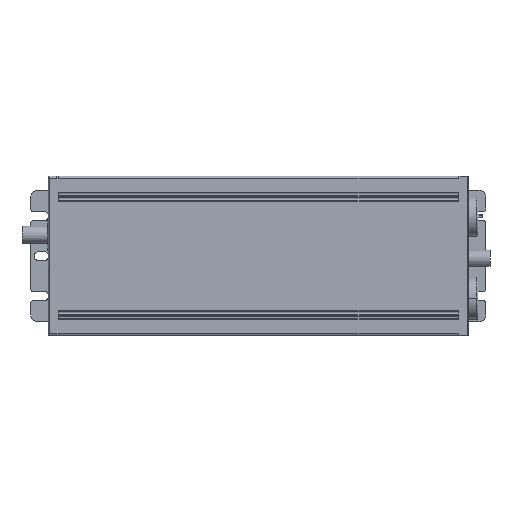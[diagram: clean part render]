
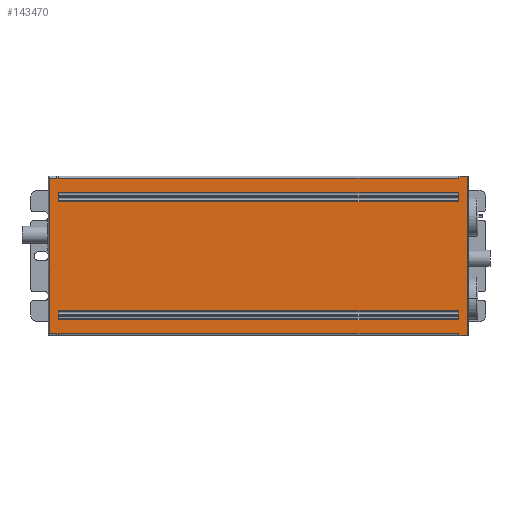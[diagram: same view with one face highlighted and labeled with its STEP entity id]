
A CAD part, top view. The second image highlights one B-rep face of the part: STEP entity #143470.
In plain terms, the highlighted face is planar.
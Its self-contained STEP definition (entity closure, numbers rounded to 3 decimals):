
#86270=CARTESIAN_POINT('',(-34.,19.95,-88.9));
#86280=VERTEX_POINT('',#86270);
#86310=CARTESIAN_POINT('',(-34.,19.95,-85.8));
#86320=DIRECTION('',(0.,0.,-1.));
#86330=VECTOR('',#86320,1.);
#86340=LINE('',#86310,#86330);
#86350=CARTESIAN_POINT('',(-34.,19.95,-85.8));
#86360=VERTEX_POINT('',#86350);
#86370=EDGE_CURVE('',#86360,#86280,#86340,.T.);
#88760=CARTESIAN_POINT('',(-33.7,19.95,85.));
#88770=DIRECTION('',(1.,0.,0.));
#88780=VECTOR('',#88770,1.);
#88790=LINE('',#88760,#88780);
#88800=CARTESIAN_POINT('',(-27.167,19.95,85.));
#88810=VERTEX_POINT('',#88800);
#88820=CARTESIAN_POINT('',(-25.333,19.95,85.));
#88830=VERTEX_POINT('',#88820);
#88840=EDGE_CURVE('',#88810,#88830,#88790,.T.);
#89720=CARTESIAN_POINT('',(33.7,19.95,85.8));
#89730=VERTEX_POINT('',#89720);
#89760=CARTESIAN_POINT('',(33.7,19.95,85.8));
#89770=DIRECTION('',(0.,0.,-1.));
#89780=VECTOR('',#89770,1.);
#89790=LINE('',#89760,#89780);
#89800=CARTESIAN_POINT('',(33.7,19.95,85.));
#89810=VERTEX_POINT('',#89800);
#89820=EDGE_CURVE('',#89730,#89810,#89790,.T.);
#90120=CARTESIAN_POINT('',(33.,19.95,85.8));
#90130=VERTEX_POINT('',#90120);
#90160=CARTESIAN_POINT('',(-33.7,19.95,85.8));
#90170=DIRECTION('',(1.,0.,0.));
#90180=VECTOR('',#90170,1.);
#90190=LINE('',#90160,#90180);
#90200=EDGE_CURVE('',#90130,#89730,#90190,.T.);
#90310=CARTESIAN_POINT('',(-33.,19.95,85.8));
#90320=DIRECTION('',(0.,0.,1.));
#90330=VECTOR('',#90320,1.);
#90340=LINE('',#90310,#90330);
#90350=CARTESIAN_POINT('',(-33.,19.95,85.8));
#90360=VERTEX_POINT('',#90350);
#90370=CARTESIAN_POINT('',(-33.,19.95,88.9));
#90380=VERTEX_POINT('',#90370);
#90390=EDGE_CURVE('',#90360,#90380,#90340,.T.);
#90780=CARTESIAN_POINT('',(-33.7,19.95,85.8));
#90790=VERTEX_POINT('',#90780);
#90820=EDGE_CURVE('',#90790,#90360,#90190,.T.);
#126400=CARTESIAN_POINT('',(34.,19.95,-85.8));
#126410=VERTEX_POINT('',#126400);
#126440=CARTESIAN_POINT('',(34.,19.95,-85.8));
#126450=DIRECTION('',(0.,0.,-1.));
#126460=VECTOR('',#126450,1.);
#126470=LINE('',#126440,#126460);
#126480=CARTESIAN_POINT('',(34.,19.95,-88.9));
#126490=VERTEX_POINT('',#126480);
#126500=EDGE_CURVE('',#126410,#126490,#126470,.T.);
#136820=CARTESIAN_POINT('',(33.,19.95,85.));
#136830=VERTEX_POINT('',#136820);
#136860=CARTESIAN_POINT('',(33.,19.95,85.));
#136870=DIRECTION('',(0.,0.,-1.));
#136880=VECTOR('',#136870,1.);
#136890=LINE('',#136860,#136880);
#136900=CARTESIAN_POINT('',(33.,19.95,-85.));
#136910=VERTEX_POINT('',#136900);
#136920=EDGE_CURVE('',#136830,#136910,#136890,.T.);
#137460=CARTESIAN_POINT('',(27.167,19.95,-85.));
#137470=VERTEX_POINT('',#137460);
#137500=CARTESIAN_POINT('',(27.167,19.95,-85.));
#137510=DIRECTION('',(0.,0.,1.));
#137520=VECTOR('',#137510,1.);
#137530=LINE('',#137500,#137520);
#137540=CARTESIAN_POINT('',(27.167,19.95,85.));
#137550=VERTEX_POINT('',#137540);
#137560=EDGE_CURVE('',#137470,#137550,#137530,.T.);
#138120=CARTESIAN_POINT('',(25.333,19.95,85.));
#138130=VERTEX_POINT('',#138120);
#138160=CARTESIAN_POINT('',(25.333,19.95,85.));
#138170=DIRECTION('',(0.,0.,-1.));
#138180=VECTOR('',#138170,1.);
#138190=LINE('',#138160,#138180);
#138200=CARTESIAN_POINT('',(25.333,19.95,-85.));
#138210=VERTEX_POINT('',#138200);
#138220=EDGE_CURVE('',#138130,#138210,#138190,.T.);
#138890=CARTESIAN_POINT('',(25.167,19.95,-85.));
#138900=VERTEX_POINT('',#138890);
#138930=CARTESIAN_POINT('',(25.167,19.95,-85.));
#138940=DIRECTION('',(0.,0.,1.));
#138950=VECTOR('',#138940,1.);
#138960=LINE('',#138930,#138950);
#138970=CARTESIAN_POINT('',(25.167,19.95,85.));
#138980=VERTEX_POINT('',#138970);
#138990=EDGE_CURVE('',#138900,#138980,#138960,.T.);
#139550=CARTESIAN_POINT('',(23.333,19.95,85.));
#139560=VERTEX_POINT('',#139550);
#139590=CARTESIAN_POINT('',(23.333,19.95,85.));
#139600=DIRECTION('',(0.,0.,-1.));
#139610=VECTOR('',#139600,1.);
#139620=LINE('',#139590,#139610);
#139630=CARTESIAN_POINT('',(23.333,19.95,-85.));
#139640=VERTEX_POINT('',#139630);
#139650=EDGE_CURVE('',#139560,#139640,#139620,.T.);
#140170=CARTESIAN_POINT('',(-23.333,19.95,-85.));
#140180=DIRECTION('',(0.,0.,1.));
#140190=VECTOR('',#140180,1.);
#140200=LINE('',#140170,#140190);
#140210=CARTESIAN_POINT('',(-23.333,19.95,-85.));
#140220=VERTEX_POINT('',#140210);
#140230=CARTESIAN_POINT('',(-23.333,19.95,85.));
#140240=VERTEX_POINT('',#140230);
#140250=EDGE_CURVE('',#140220,#140240,#140200,.T.);
#140920=CARTESIAN_POINT('',(-25.167,19.95,85.));
#140930=DIRECTION('',(0.,0.,-1.));
#140940=VECTOR('',#140930,1.);
#140950=LINE('',#140920,#140940);
#140960=CARTESIAN_POINT('',(-25.167,19.95,85.));
#140970=VERTEX_POINT('',#140960);
#140980=CARTESIAN_POINT('',(-25.167,19.95,-85.));
#140990=VERTEX_POINT('',#140980);
#141000=EDGE_CURVE('',#140970,#140990,#140950,.T.);
#141470=CARTESIAN_POINT('',(-25.333,19.95,-85.));
#141480=DIRECTION('',(0.,0.,1.));
#141490=VECTOR('',#141480,1.);
#141500=LINE('',#141470,#141490);
#141510=CARTESIAN_POINT('',(-25.333,19.95,-85.));
#141520=VERTEX_POINT('',#141510);
#141530=EDGE_CURVE('',#141520,#88830,#141500,.T.);
#142040=CARTESIAN_POINT('',(-27.167,19.95,85.));
#142050=DIRECTION('',(0.,0.,-1.));
#142060=VECTOR('',#142050,1.);
#142070=LINE('',#142040,#142060);
#142080=CARTESIAN_POINT('',(-27.167,19.95,-85.));
#142090=VERTEX_POINT('',#142080);
#142100=EDGE_CURVE('',#88810,#142090,#142070,.T.);
#142240=CARTESIAN_POINT('',(34.25,19.95,-85.));
#142250=DIRECTION('',(0.,1.,-0.));
#142260=DIRECTION('',(-1.,0.,0.));
#142270=AXIS2_PLACEMENT_3D('',#142240,#142250,#142260);
#142280=PLANE('',#142270);
#142290=ORIENTED_EDGE('',*,*,#141530,.T.);
#142300=CARTESIAN_POINT('',(-33.7,19.95,-85.));
#142310=DIRECTION('',(1.,0.,0.));
#142320=VECTOR('',#142310,1.);
#142330=LINE('',#142300,#142320);
#142340=EDGE_CURVE('',#142090,#141520,#142330,.T.);
#142350=ORIENTED_EDGE('',*,*,#142340,.T.);
#142360=ORIENTED_EDGE('',*,*,#142100,.T.);
#142370=ORIENTED_EDGE('',*,*,#88840,.F.);
#142380=EDGE_LOOP('',(#142370,#142360,#142350,#142290));
#142390=FACE_BOUND('',#142380,.T.);
#142400=ORIENTED_EDGE('',*,*,#140250,.T.);
#142410=EDGE_CURVE('',#140990,#140220,#142330,.T.);
#142420=ORIENTED_EDGE('',*,*,#142410,.T.);
#142430=ORIENTED_EDGE('',*,*,#141000,.T.);
#142440=EDGE_CURVE('',#140970,#140240,#88790,.T.);
#142450=ORIENTED_EDGE('',*,*,#142440,.F.);
#142460=EDGE_LOOP('',(#142450,#142430,#142420,#142400));
#142470=FACE_BOUND('',#142460,.T.);
#142480=ORIENTED_EDGE('',*,*,#138990,.T.);
#142490=EDGE_CURVE('',#139640,#138900,#142330,.T.);
#142500=ORIENTED_EDGE('',*,*,#142490,.T.);
#142510=ORIENTED_EDGE('',*,*,#139650,.T.);
#142520=EDGE_CURVE('',#139560,#138980,#88790,.T.);
#142530=ORIENTED_EDGE('',*,*,#142520,.F.);
#142540=EDGE_LOOP('',(#142530,#142510,#142500,#142480));
#142550=FACE_BOUND('',#142540,.T.);
#142560=ORIENTED_EDGE('',*,*,#137560,.T.);
#142570=EDGE_CURVE('',#138210,#137470,#142330,.T.);
#142580=ORIENTED_EDGE('',*,*,#142570,.T.);
#142590=ORIENTED_EDGE('',*,*,#138220,.T.);
#142600=EDGE_CURVE('',#138130,#137550,#88790,.T.);
#142610=ORIENTED_EDGE('',*,*,#142600,.F.);
#142620=EDGE_LOOP('',(#142610,#142590,#142580,#142560));
#142630=FACE_BOUND('',#142620,.T.);
#142640=CARTESIAN_POINT('',(-33.,19.95,-85.));
#142650=DIRECTION('',(0.,0.,1.));
#142660=VECTOR('',#142650,1.);
#142670=LINE('',#142640,#142660);
#142680=CARTESIAN_POINT('',(-33.,19.95,-85.));
#142690=VERTEX_POINT('',#142680);
#142700=CARTESIAN_POINT('',(-33.,19.95,85.));
#142710=VERTEX_POINT('',#142700);
#142720=EDGE_CURVE('',#142690,#142710,#142670,.T.);
#142730=ORIENTED_EDGE('',*,*,#142720,.T.);
#142740=CARTESIAN_POINT('',(-33.7,19.95,-85.));
#142750=VERTEX_POINT('',#142740);
#142760=EDGE_CURVE('',#142750,#142690,#142330,.T.);
#142770=ORIENTED_EDGE('',*,*,#142760,.T.);
#142780=CARTESIAN_POINT('',(-33.7,19.95,-85.8));
#142790=DIRECTION('',(0.,0.,1.));
#142800=VECTOR('',#142790,1.);
#142810=LINE('',#142780,#142800);
#142820=CARTESIAN_POINT('',(-33.7,19.95,-85.8));
#142830=VERTEX_POINT('',#142820);
#142840=EDGE_CURVE('',#142830,#142750,#142810,.T.);
#142850=ORIENTED_EDGE('',*,*,#142840,.T.);
#142860=CARTESIAN_POINT('',(-34.,19.95,-85.8));
#142870=DIRECTION('',(1.,0.,0.));
#142880=VECTOR('',#142870,1.);
#142890=LINE('',#142860,#142880);
#142900=EDGE_CURVE('',#86360,#142830,#142890,.T.);
#142910=ORIENTED_EDGE('',*,*,#142900,.T.);
#142920=ORIENTED_EDGE('',*,*,#86370,.F.);
#142930=CARTESIAN_POINT('',(34.,19.95,-88.9));
#142940=DIRECTION('',(-1.,0.,0.));
#142950=VECTOR('',#142940,1.);
#142960=LINE('',#142930,#142950);
#142970=EDGE_CURVE('',#126490,#86280,#142960,.T.);
#142980=ORIENTED_EDGE('',*,*,#142970,.T.);
#142990=ORIENTED_EDGE('',*,*,#126500,.T.);
#143000=CARTESIAN_POINT('',(33.7,19.95,-85.8));
#143010=VERTEX_POINT('',#143000);
#143020=EDGE_CURVE('',#143010,#126410,#142890,.T.);
#143030=ORIENTED_EDGE('',*,*,#143020,.T.);
#143040=CARTESIAN_POINT('',(33.7,19.95,-85.));
#143050=DIRECTION('',(0.,0.,-1.));
#143060=VECTOR('',#143050,1.);
#143070=LINE('',#143040,#143060);
#143080=CARTESIAN_POINT('',(33.7,19.95,-85.));
#143090=VERTEX_POINT('',#143080);
#143100=EDGE_CURVE('',#143090,#143010,#143070,.T.);
#143110=ORIENTED_EDGE('',*,*,#143100,.T.);
#143120=EDGE_CURVE('',#136910,#143090,#142330,.T.);
#143130=ORIENTED_EDGE('',*,*,#143120,.T.);
#143140=ORIENTED_EDGE('',*,*,#136920,.T.);
#143150=EDGE_CURVE('',#136830,#89810,#88790,.T.);
#143160=ORIENTED_EDGE('',*,*,#143150,.F.);
#143170=ORIENTED_EDGE('',*,*,#89820,.T.);
#143180=ORIENTED_EDGE('',*,*,#90200,.T.);
#143190=CARTESIAN_POINT('',(33.,19.95,88.9));
#143200=DIRECTION('',(0.,0.,-1.));
#143210=VECTOR('',#143200,1.);
#143220=LINE('',#143190,#143210);
#143230=CARTESIAN_POINT('',(33.,19.95,88.9));
#143240=VERTEX_POINT('',#143230);
#143250=EDGE_CURVE('',#143240,#90130,#143220,.T.);
#143260=ORIENTED_EDGE('',*,*,#143250,.T.);
#143270=CARTESIAN_POINT('',(-33.,19.95,88.9));
#143280=DIRECTION('',(1.,0.,0.));
#143290=VECTOR('',#143280,1.);
#143300=LINE('',#143270,#143290);
#143310=EDGE_CURVE('',#90380,#143240,#143300,.T.);
#143320=ORIENTED_EDGE('',*,*,#143310,.T.);
#143330=ORIENTED_EDGE('',*,*,#90390,.T.);
#143340=ORIENTED_EDGE('',*,*,#90820,.T.);
#143350=CARTESIAN_POINT('',(-33.7,19.95,85.));
#143360=DIRECTION('',(0.,0.,1.));
#143370=VECTOR('',#143360,1.);
#143380=LINE('',#143350,#143370);
#143390=CARTESIAN_POINT('',(-33.7,19.95,85.));
#143400=VERTEX_POINT('',#143390);
#143410=EDGE_CURVE('',#143400,#90790,#143380,.T.);
#143420=ORIENTED_EDGE('',*,*,#143410,.T.);
#143430=EDGE_CURVE('',#143400,#142710,#88790,.T.);
#143440=ORIENTED_EDGE('',*,*,#143430,.F.);
#143450=EDGE_LOOP('',(#143440,#143420,#143340,#143330,#143320,#143260,
#143180,#143170,#143160,#143140,#143130,#143110,#143030,#142990,#142980,
#142920,#142910,#142850,#142770,#142730));
#143460=FACE_OUTER_BOUND('',#143450,.T.);
#143470=ADVANCED_FACE('',(#142390,#142470,#142550,#142630,#143460),
#142280,.T.);
